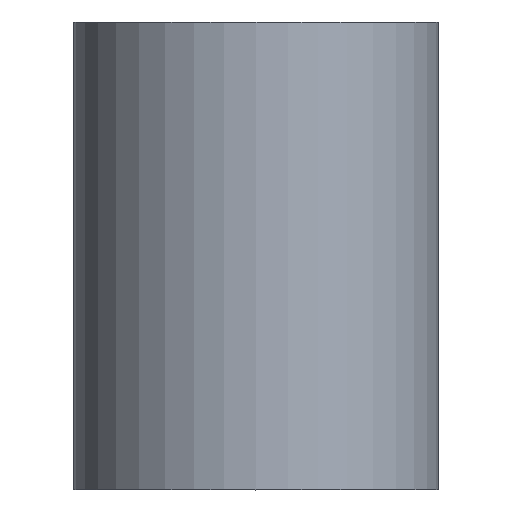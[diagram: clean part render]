
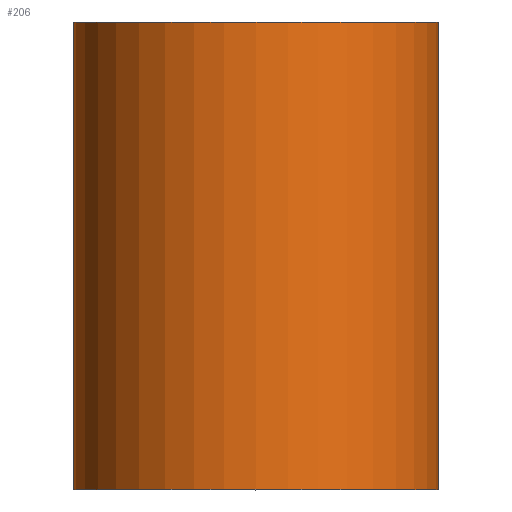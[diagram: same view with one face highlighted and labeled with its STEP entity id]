
A CAD part, top view. The second image highlights one B-rep face of the part: STEP entity #206.
In plain terms, the highlighted cylindrical face has radius 16 mm (diameter 32 mm), a full revolution.
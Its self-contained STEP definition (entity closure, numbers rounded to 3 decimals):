
#16=FACE_BOUND('',#49,.T.);
#21=CIRCLE('',#224,16.);
#22=CIRCLE('',#226,16.);
#25=CYLINDRICAL_SURFACE('',#225,16.);
#35=FACE_OUTER_BOUND('',#48,.T.);
#48=EDGE_LOOP('',(#177));
#49=EDGE_LOOP('',(#178));
#108=VERTEX_POINT('',#337);
#109=VERTEX_POINT('',#340);
#134=EDGE_CURVE('',#108,#108,#21,.T.);
#135=EDGE_CURVE('',#109,#109,#22,.T.);
#177=ORIENTED_EDGE('',*,*,#134,.F.);
#178=ORIENTED_EDGE('',*,*,#135,.F.);
#206=ADVANCED_FACE('',(#35,#16),#25,.T.);
#224=AXIS2_PLACEMENT_3D('',#338,#277,#278);
#225=AXIS2_PLACEMENT_3D('',#339,#279,#280);
#226=AXIS2_PLACEMENT_3D('',#341,#281,#282);
#277=DIRECTION('center_axis',(0.,1.,0.));
#278=DIRECTION('ref_axis',(-1.,0.,0.));
#279=DIRECTION('center_axis',(0.,1.,0.));
#280=DIRECTION('ref_axis',(1.,0.,0.));
#281=DIRECTION('center_axis',(0.,-1.,0.));
#282=DIRECTION('ref_axis',(1.,0.,0.));
#337=CARTESIAN_POINT('',(16.,41.,0.));
#338=CARTESIAN_POINT('Origin',(0.,41.,0.));
#339=CARTESIAN_POINT('Origin',(0.,0.,0.));
#340=CARTESIAN_POINT('',(-16.,0.,0.));
#341=CARTESIAN_POINT('Origin',(0.,0.,0.));
